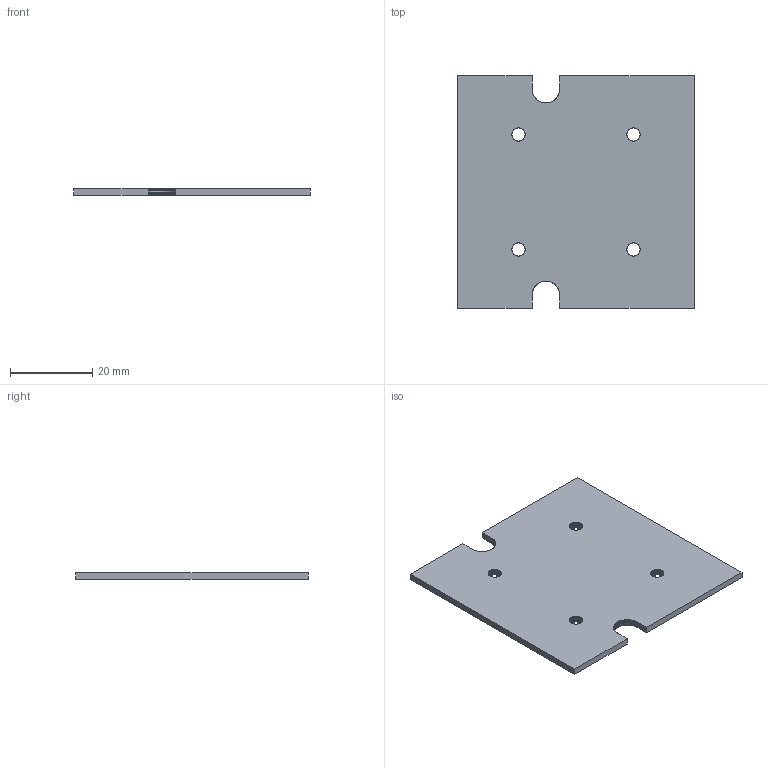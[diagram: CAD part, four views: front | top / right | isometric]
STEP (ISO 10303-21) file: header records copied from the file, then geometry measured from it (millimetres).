
FILE_DESCRIPTION(('KiCad electronic assembly'),'2;1');
FILE_NAME('Adaptateur-USB-Xbee-2.step','2022-11-28T13:08:02',('Pcbnew'), ('Kicad'),'Open CASCADE STEP processor 7.5','KiCad to STEP converter', 'Unknown');
FILE_SCHEMA(('AUTOMOTIVE_DESIGN { 1 0 10303 214 1 1 1 1 }'));
Length unit declared in the file: millimetre
Products named in the file (2): Adaptateur-USB-Xbee-2 1; Adaptateur-USB-Xbee-2 PCB
Assembly tree (1 placements, depth 2):
  Adaptateur-USB-Xbee-2 1
    Adaptateur-USB-Xbee-2 PCB
Bounding box: 57.66 x 56.61 x 1.6 mm (x, y, z)
Volume: 5046 mm3; surface area: 6770.8 mm2
Topology: 1 solids, 1 shells, 652 faces, 1950 edges, 1300 vertices
Faces by surface type: plane 652
Entity records: 46887 total; most frequent: CARTESIAN_POINT 7804, DIRECTION 7158, LINE 5850, VECTOR 5850, ORIENTED_EDGE 3900, PCURVE 3900, DEFINITIONAL_REPRESENTATION 3900, EDGE_CURVE 1950
